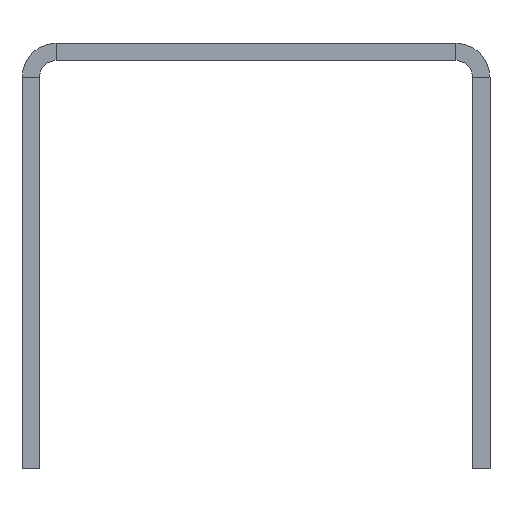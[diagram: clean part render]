
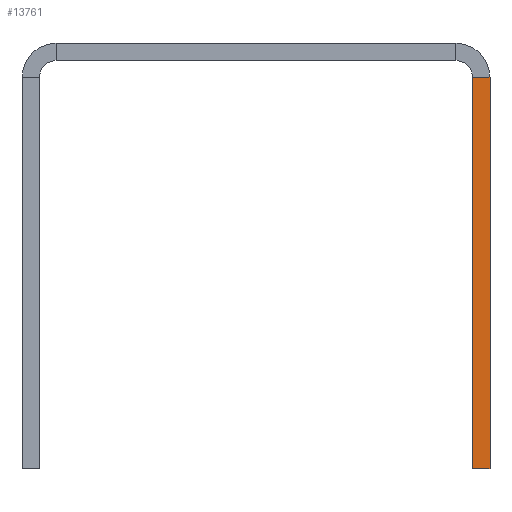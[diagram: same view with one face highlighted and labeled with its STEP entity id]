
A CAD part, front view. The second image highlights one B-rep face of the part: STEP entity #13761.
In plain terms, the highlighted planar face has unit normal (0, -1, 0).
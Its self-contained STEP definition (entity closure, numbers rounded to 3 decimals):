
#2195=DIRECTION('',(-1.,0.,0.));
#2196=VECTOR('',#2195,2.);
#2197=CARTESIAN_POINT('',(27.5,-1500.,21.));
#2198=LINE('',#2197,#2196);
#2199=DIRECTION('',(0.,0.,-1.));
#2200=VECTOR('',#2199,46.);
#2201=CARTESIAN_POINT('',(27.5,-1500.,21.));
#2202=LINE('',#2201,#2200);
#2203=DIRECTION('',(-1.,0.,0.));
#2204=VECTOR('',#2203,2.);
#2205=CARTESIAN_POINT('',(27.5,-1500.,-25.));
#2206=LINE('',#2205,#2204);
#2207=DIRECTION('',(0.,0.,-1.));
#2208=VECTOR('',#2207,46.);
#2209=CARTESIAN_POINT('',(25.5,-1500.,21.));
#2210=LINE('',#2209,#2208);
#9549=CARTESIAN_POINT('',(27.5,-1500.,-25.));
#9551=VERTEX_POINT('',#9549);
#9557=CARTESIAN_POINT('',(25.5,-1500.,-25.));
#9559=VERTEX_POINT('',#9557);
#9566=CARTESIAN_POINT('',(27.5,-1500.,21.));
#9568=VERTEX_POINT('',#9566);
#9582=CARTESIAN_POINT('',(25.5,-1500.,21.));
#9584=VERTEX_POINT('',#9582);
#13748=CARTESIAN_POINT('',(26.5,-1500.,-0.5));
#13749=DIRECTION('',(0.,-1.,0.));
#13750=DIRECTION('',(0.,0.,-1.));
#13751=AXIS2_PLACEMENT_3D('',#13748,#13749,#13750);
#13752=PLANE('',#13751);
#13753=ORIENTED_EDGE('',*,*,#13740,.F.);
#13754=ORIENTED_EDGE('',*,*,#12484,.T.);
#13756=ORIENTED_EDGE('',*,*,#13755,.T.);
#13758=ORIENTED_EDGE('',*,*,#13757,.F.);
#13759=EDGE_LOOP('',(#13753,#13754,#13756,#13758));
#13760=FACE_OUTER_BOUND('',#13759,.F.);
#13761=ADVANCED_FACE('',(#13760),#13752,.T.);
#12484=EDGE_CURVE('',#9568,#9551,#2202,.T.);
#13740=EDGE_CURVE('',#9568,#9584,#2198,.T.);
#13755=EDGE_CURVE('',#9551,#9559,#2206,.T.);
#13757=EDGE_CURVE('',#9584,#9559,#2210,.T.);
